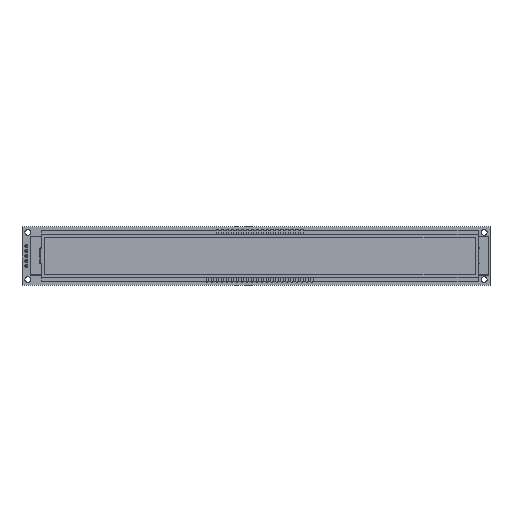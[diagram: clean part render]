
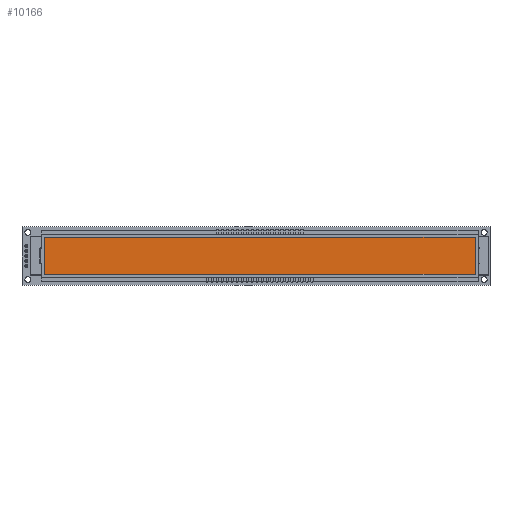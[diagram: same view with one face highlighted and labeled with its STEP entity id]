
A CAD part, top view. The second image highlights one B-rep face of the part: STEP entity #10166.
In plain terms, the highlighted planar face has unit normal (0, 0, 1).
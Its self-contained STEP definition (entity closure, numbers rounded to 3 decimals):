
#631=FACE_OUTER_BOUND('',#1252,.T.);
#1252=EDGE_LOOP('',(#7016,#7017,#7018,#7019));
#2069=LINE('',#15098,#3264);
#2072=LINE('',#15103,#3267);
#2073=LINE('',#15106,#3268);
#2075=LINE('',#15109,#3270);
#3264=VECTOR('',#12014,1.);
#3267=VECTOR('',#12019,1.);
#3268=VECTOR('',#12022,1.);
#3270=VECTOR('',#12026,1.);
#4469=VERTEX_POINT('',#15095);
#4470=VERTEX_POINT('',#15097);
#4471=VERTEX_POINT('',#15101);
#4472=VERTEX_POINT('',#15105);
#5457=EDGE_CURVE('',#4470,#4469,#2069,.T.);
#5460=EDGE_CURVE('',#4469,#4471,#2072,.T.);
#5461=EDGE_CURVE('',#4472,#4470,#2073,.T.);
#5463=EDGE_CURVE('',#4471,#4472,#2075,.T.);
#7016=ORIENTED_EDGE('',*,*,#5460,.T.);
#7017=ORIENTED_EDGE('',*,*,#5463,.T.);
#7018=ORIENTED_EDGE('',*,*,#5461,.T.);
#7019=ORIENTED_EDGE('',*,*,#5457,.T.);
#9515=PLANE('',#10943);
#10166=ADVANCED_FACE('',(#631),#9515,.T.);
#10943=AXIS2_PLACEMENT_3D('',#15110,#12027,#12028);
#12014=DIRECTION('',(0.,1.,0.));
#12019=DIRECTION('',(-1.,0.,0.));
#12022=DIRECTION('',(1.,0.,0.));
#12026=DIRECTION('',(0.,-1.,0.));
#12027=DIRECTION('center_axis',(0.,0.,1.));
#12028=DIRECTION('ref_axis',(1.,0.,0.));
#15095=CARTESIAN_POINT('',(109.5,9.5,26.15));
#15097=CARTESIAN_POINT('',(109.5,-9.5,26.15));
#15098=CARTESIAN_POINT('',(109.5,9.5,26.15));
#15101=CARTESIAN_POINT('',(-109.5,9.5,26.15));
#15103=CARTESIAN_POINT('',(-109.5,9.5,26.15));
#15105=CARTESIAN_POINT('',(-109.5,-9.5,26.15));
#15106=CARTESIAN_POINT('',(109.5,-9.5,26.15));
#15109=CARTESIAN_POINT('',(-109.5,-9.5,26.15));
#15110=CARTESIAN_POINT('Origin',(0.,0.,26.15));
